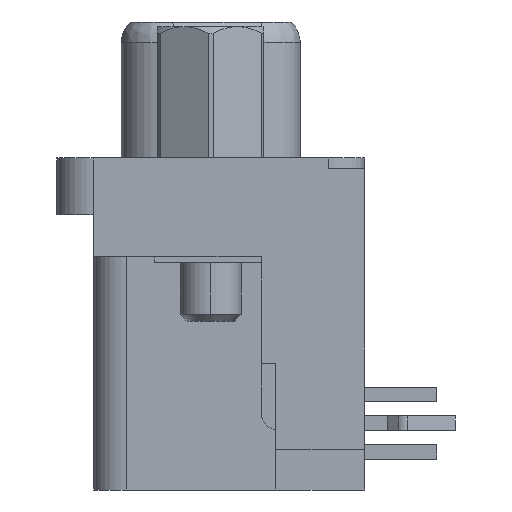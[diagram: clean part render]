
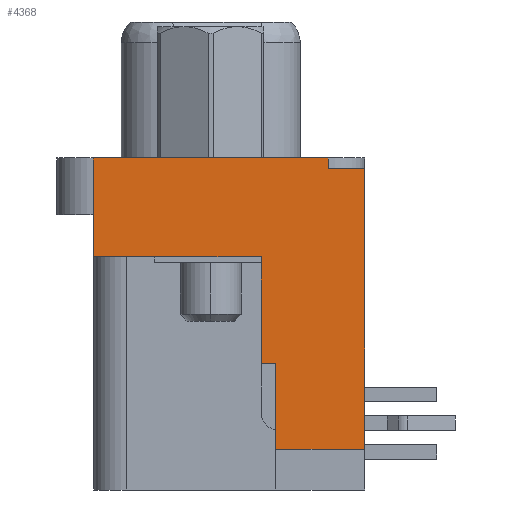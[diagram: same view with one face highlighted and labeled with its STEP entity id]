
A CAD part, left-side view. The second image highlights one B-rep face of the part: STEP entity #4368.
In plain terms, the highlighted planar face has unit normal (-1, 0, 0).
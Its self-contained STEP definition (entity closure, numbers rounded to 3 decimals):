
#427=DIRECTION('',(0.,1.,0.));
#428=VECTOR('',#427,10.375);
#429=CARTESIAN_POINT('',(-15.405,-5.188,-6.));
#430=LINE('',#429,#428);
#554=DIRECTION('',(0.,0.,1.));
#555=VECTOR('',#554,3.77);
#556=CARTESIAN_POINT('',(-15.405,-2.868,-18.85));
#557=LINE('',#556,#555);
#558=DIRECTION('',(0.,1.,0.));
#559=VECTOR('',#558,0.64);
#560=CARTESIAN_POINT('',(-15.405,-2.868,-15.08));
#561=LINE('',#560,#559);
#562=DIRECTION('',(0.,0.,1.));
#563=VECTOR('',#562,4.72);
#564=CARTESIAN_POINT('',(-15.405,-2.228,-15.08));
#565=LINE('',#564,#563);
#566=DIRECTION('',(0.,-1.,0.));
#567=VECTOR('',#566,7.395);
#568=CARTESIAN_POINT('',(-15.405,5.168,-10.36));
#569=LINE('',#568,#567);
#570=DIRECTION('',(0.,0.,1.));
#571=VECTOR('',#570,1.86);
#572=CARTESIAN_POINT('',(-15.405,5.168,-10.36));
#573=LINE('',#572,#571);
#574=DIRECTION('',(0.,-1.,0.));
#575=VECTOR('',#574,0.02);
#576=CARTESIAN_POINT('',(-15.405,5.188,-8.5));
#577=LINE('',#576,#575);
#578=DIRECTION('',(0.,0.,1.));
#579=VECTOR('',#578,2.5);
#580=CARTESIAN_POINT('',(-15.405,5.188,-8.5));
#581=LINE('',#580,#579);
#582=DIRECTION('',(0.,0.,-1.));
#583=VECTOR('',#582,0.47);
#584=CARTESIAN_POINT('',(-15.405,-5.188,-6.));
#585=LINE('',#584,#583);
#586=DIRECTION('',(0.,1.,0.));
#587=VECTOR('',#586,3.92);
#588=CARTESIAN_POINT('',(-15.405,-6.788,-18.85));
#589=LINE('',#588,#587);
#1571=DIRECTION('',(0.,0.,-1.));
#1572=VECTOR('',#1571,12.38);
#1573=CARTESIAN_POINT('',(-15.405,-6.788,-6.47));
#1574=LINE('',#1573,#1572);
#1650=DIRECTION('',(0.,-1.,0.));
#1651=VECTOR('',#1650,1.6);
#1652=CARTESIAN_POINT('',(-15.405,-5.188,-6.47));
#1653=LINE('',#1652,#1651);
#3026=CARTESIAN_POINT('',(-15.405,-5.188,-6.));
#3027=VERTEX_POINT('',#3026);
#3028=CARTESIAN_POINT('',(-15.405,5.188,-6.));
#3029=VERTEX_POINT('',#3028);
#3037=CARTESIAN_POINT('',(-15.405,-5.188,-6.47));
#3039=VERTEX_POINT('',#3037);
#3040=CARTESIAN_POINT('',(-15.405,-6.788,-6.47));
#3041=VERTEX_POINT('',#3040);
#3048=CARTESIAN_POINT('',(-15.405,5.188,-8.5));
#3050=VERTEX_POINT('',#3048);
#3054=CARTESIAN_POINT('',(-15.405,5.168,-8.5));
#3055=VERTEX_POINT('',#3054);
#3076=CARTESIAN_POINT('',(-15.405,5.168,-10.36));
#3078=VERTEX_POINT('',#3076);
#3088=CARTESIAN_POINT('',(-15.405,-6.788,-18.85));
#3089=CARTESIAN_POINT('',(-15.405,-2.868,-18.85));
#3090=VERTEX_POINT('',#3088);
#3091=VERTEX_POINT('',#3089);
#3650=CARTESIAN_POINT('',(-15.405,-2.868,-15.08));
#3651=CARTESIAN_POINT('',(-15.405,-2.228,-15.08));
#3652=VERTEX_POINT('',#3650);
#3653=VERTEX_POINT('',#3651);
#3654=CARTESIAN_POINT('',(-15.405,-2.228,-10.36));
#3655=VERTEX_POINT('',#3654);
#4340=CARTESIAN_POINT('',(-15.405,-5.188,-6.));
#4341=DIRECTION('',(-1.,0.,0.));
#4342=DIRECTION('',(0.,1.,0.));
#4343=AXIS2_PLACEMENT_3D('',#4340,#4341,#4342);
#4344=PLANE('',#4343);
#4346=ORIENTED_EDGE('',*,*,#4345,.T.);
#4348=ORIENTED_EDGE('',*,*,#4347,.T.);
#4350=ORIENTED_EDGE('',*,*,#4349,.T.);
#4352=ORIENTED_EDGE('',*,*,#4351,.F.);
#4354=ORIENTED_EDGE('',*,*,#4353,.T.);
#4355=ORIENTED_EDGE('',*,*,#4305,.F.);
#4356=ORIENTED_EDGE('',*,*,#4335,.T.);
#4357=ORIENTED_EDGE('',*,*,#4209,.F.);
#4359=ORIENTED_EDGE('',*,*,#4358,.T.);
#4361=ORIENTED_EDGE('',*,*,#4360,.T.);
#4363=ORIENTED_EDGE('',*,*,#4362,.T.);
#4365=ORIENTED_EDGE('',*,*,#4364,.T.);
#4366=EDGE_LOOP('',(#4346,#4348,#4350,#4352,#4354,#4355,#4356,#4357,#4359,#4361,
#4363,#4365));
#4367=FACE_OUTER_BOUND('',#4366,.F.);
#4209=EDGE_CURVE('',#3027,#3029,#430,.T.);
#4305=EDGE_CURVE('',#3050,#3055,#577,.T.);
#4335=EDGE_CURVE('',#3050,#3029,#581,.T.);
#4345=EDGE_CURVE('',#3091,#3652,#557,.T.);
#4347=EDGE_CURVE('',#3652,#3653,#561,.T.);
#4349=EDGE_CURVE('',#3653,#3655,#565,.T.);
#4351=EDGE_CURVE('',#3078,#3655,#569,.T.);
#4353=EDGE_CURVE('',#3078,#3055,#573,.T.);
#4358=EDGE_CURVE('',#3027,#3039,#585,.T.);
#4360=EDGE_CURVE('',#3039,#3041,#1653,.T.);
#4362=EDGE_CURVE('',#3041,#3090,#1574,.T.);
#4364=EDGE_CURVE('',#3090,#3091,#589,.T.);
#4368=ADVANCED_FACE('',(#4367),#4344,.T.);
